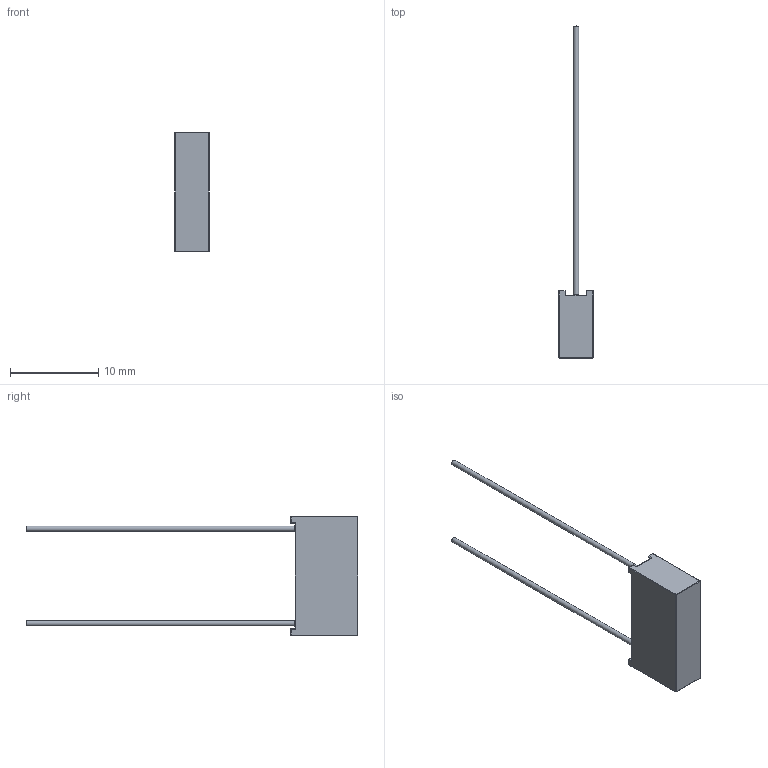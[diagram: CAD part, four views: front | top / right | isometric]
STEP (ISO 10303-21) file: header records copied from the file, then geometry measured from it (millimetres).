
FILE_DESCRIPTION (( 'STEP AP214' ), '1' );
FILE_NAME ('00770r5.STEP', '2011-06-30T14:00:04', ( 'Vicor User' ), ( 'Microsoft' ), 'SwSTEP 2.0', 'SolidWorks 2010', '' );
FILE_SCHEMA (( 'AUTOMOTIVE_DESIGN' ));
Length unit declared in the file: inch
Products named in the file (1): 00770r5
Bounding box: 3.91 x 37.59 x 13.51 mm (x, y, z)
Volume: 394.3 mm3; surface area: 473.8 mm2
Topology: 1 solids, 1 shells, 149 faces, 341 edges, 170 vertices
Faces by surface type: cylinder 73, plane 28, sphere 26, torus 22
Full cylindrical faces by diameter (mm): 0.61 x2
Entity records: 3941 total; most frequent: DIRECTION 771, CARTESIAN_POINT 633, ORIENTED_EDGE 618, AXIS2_PLACEMENT_3D 314, EDGE_CURVE 309, VERTEX_POINT 168, CIRCLE 164, EDGE_LOOP 155
